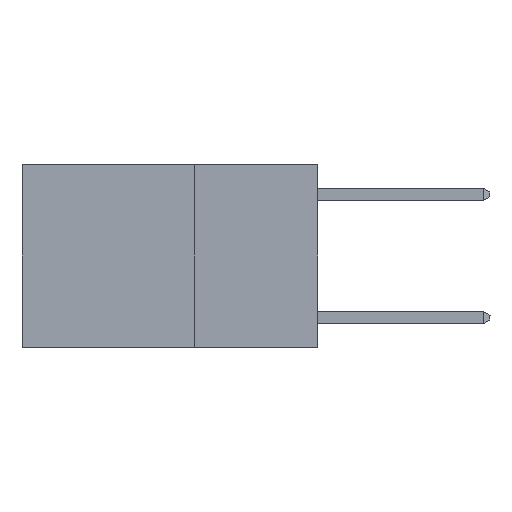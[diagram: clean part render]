
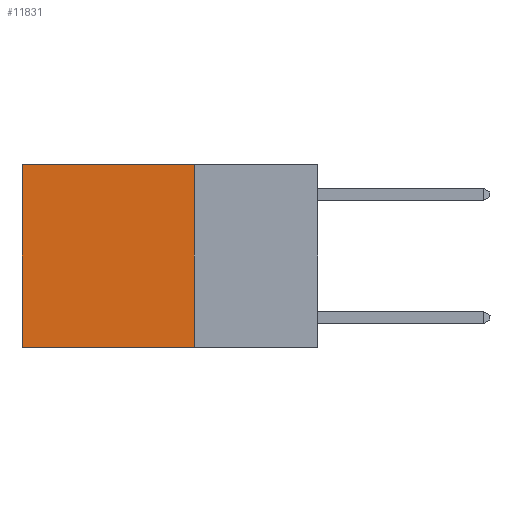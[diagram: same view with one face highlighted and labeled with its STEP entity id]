
A CAD part, left-side view. The second image highlights one B-rep face of the part: STEP entity #11831.
In plain terms, the highlighted planar face has unit normal (-1, 0, 0).
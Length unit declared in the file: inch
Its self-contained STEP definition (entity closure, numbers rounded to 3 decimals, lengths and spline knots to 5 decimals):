
#758 = EDGE_LOOP ( 'NONE', ( #950, #20935, #4556, #11352 ) ) ;
#950 = ORIENTED_EDGE ( 'NONE', *, *, #3872, .T. ) ;
#1207 = DIRECTION ( 'NONE',  ( 0., 0., -1. ) ) ;
#1283 = EDGE_CURVE ( 'NONE', #7656, #19049, #4151, .T. ) ;
#1385 = CARTESIAN_POINT ( 'NONE',  ( 0.2625, 0.25, -0.37 ) ) ;
#2048 = CARTESIAN_POINT ( 'NONE',  ( 0.2625, 0.25, 0. ) ) ;
#2221 = CARTESIAN_POINT ( 'NONE',  ( 0.2625, 0.6, 0. ) ) ;
#3575 = DIRECTION ( 'NONE',  ( 0., 1., 0. ) ) ;
#3872 = EDGE_CURVE ( 'NONE', #9232, #19049, #8701, .T. ) ;
#4151 = LINE ( 'NONE', #13172, #19633 ) ;
#4556 = ORIENTED_EDGE ( 'NONE', *, *, #10627, .F. ) ;
#6158 = FACE_OUTER_BOUND ( 'NONE', #758, .T. ) ;
#6579 = AXIS2_PLACEMENT_3D ( 'NONE', #9379, #13435, #1207 ) ;
#7656 = VERTEX_POINT ( 'NONE', #1385 ) ;
#8121 = LINE ( 'NONE', #8154, #22844 ) ;
#8154 = CARTESIAN_POINT ( 'NONE',  ( 0.2625, 0.25, 0. ) ) ;
#8248 = DIRECTION ( 'NONE',  ( 0., 0., -1. ) ) ;
#8701 = LINE ( 'NONE', #10951, #18746 ) ;
#9232 = VERTEX_POINT ( 'NONE', #2221 ) ;
#9379 = CARTESIAN_POINT ( 'NONE',  ( 0.2625, 0.25, 0. ) ) ;
#10627 = EDGE_CURVE ( 'NONE', #20522, #7656, #8121, .T. ) ;
#10951 = CARTESIAN_POINT ( 'NONE',  ( 0.2625, 0.6, 0. ) ) ;
#11352 = ORIENTED_EDGE ( 'NONE', *, *, #15379, .T. ) ;
#11831 = ADVANCED_FACE ( 'NONE', ( #6158 ), #25299, .F. ) ;
#12968 = DIRECTION ( 'NONE',  ( 0., 0., -1. ) ) ;
#13172 = CARTESIAN_POINT ( 'NONE',  ( 0.2625, 0.25, -0.37 ) ) ;
#13435 = DIRECTION ( 'NONE',  ( 1., 0., 0. ) ) ;
#13743 = CARTESIAN_POINT ( 'NONE',  ( 0.2625, 0.25, 0. ) ) ;
#15168 = DIRECTION ( 'NONE',  ( 0., 1., 0. ) ) ;
#15379 = EDGE_CURVE ( 'NONE', #20522, #9232, #18888, .T. ) ;
#16436 = CARTESIAN_POINT ( 'NONE',  ( 0.2625, 0.6, -0.37 ) ) ;
#18279 = VECTOR ( 'NONE', #3575, 39.37008 ) ;
#18746 = VECTOR ( 'NONE', #12968, 39.37008 ) ;
#18888 = LINE ( 'NONE', #13743, #18279 ) ;
#19049 = VERTEX_POINT ( 'NONE', #16436 ) ;
#19633 = VECTOR ( 'NONE', #15168, 39.37008 ) ;
#20522 = VERTEX_POINT ( 'NONE', #2048 ) ;
#20935 = ORIENTED_EDGE ( 'NONE', *, *, #1283, .F. ) ;
#22844 = VECTOR ( 'NONE', #8248, 39.37008 ) ;
#25299 = PLANE ( 'NONE',  #6579 ) ;
